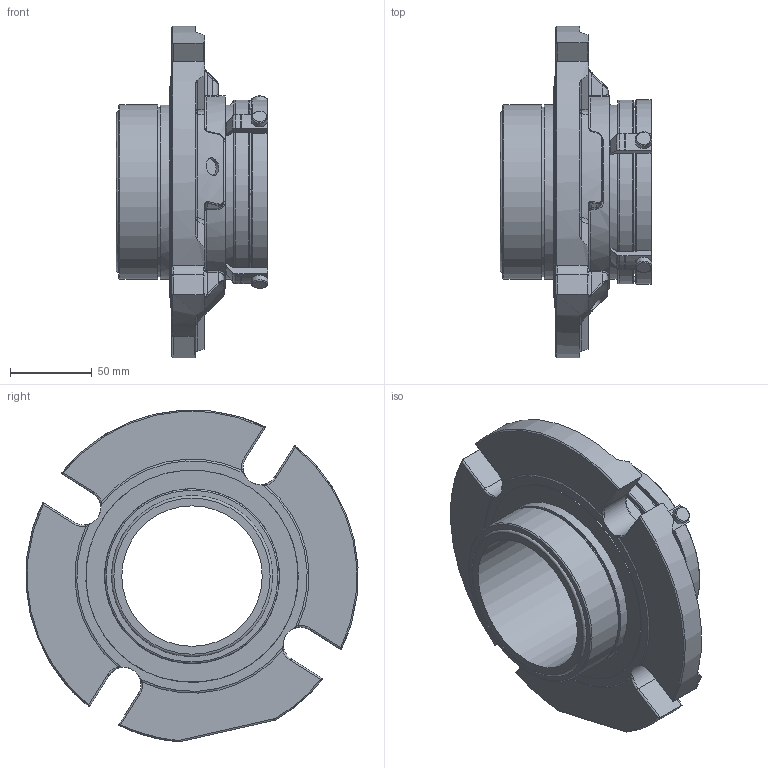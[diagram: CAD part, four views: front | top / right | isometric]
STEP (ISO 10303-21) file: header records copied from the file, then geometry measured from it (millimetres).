
FILE_DESCRIPTION(/* description */ ('Unknown'),/* implementation_level */ '2;1');
FILE_NAME(/* name */ '3.375',/* time_stamp */ '2023-02-13T11:52:10+00:00',/* author */ ('Unknown'),/* organization */ ('Unknown'),/* preprocessor_version */ 'ST-DEVELOPER v16.7',/* originating_system */ 'Solid Edge',/* authorisation */ 'Unknown');
FILE_SCHEMA (('AUTOMOTIVE_DESIGN {1 0 10303 214 3 1 1}'));
Length unit declared in the file: millimetre
Products named in the file (1): 3.375
Bounding box: 92.63 x 202.66 x 202.52 mm (x, y, z)
Volume: 735268.2 mm3; surface area: 122710.7 mm2
Topology: 1 solids, 1 shells, 574 faces, 1461 edges, 925 vertices
Faces by surface type: plane 199, cylinder 160, bspline 91, torus 81, sphere 22, cone 21
Full cylindrical faces by diameter (mm): 2.821 x1, 3.175 x2, 10 x4, 10.998 x2, 85.725 x1, 98.4 x1, 100.406 x1, 103.378 x1, 106.248 x1, 106.35 x1, 106.68 x1, 112.547 x1, 118 x1, 129.591 x1
Entity records: 20087 total; most frequent: CARTESIAN_POINT 7204, ORIENTED_EDGE 2822, DIRECTION 2428, EDGE_CURVE 1411, AXIS2_PLACEMENT_3D 957, VERTEX_POINT 908, EDGE_LOOP 657, FACE_BOUND 657
